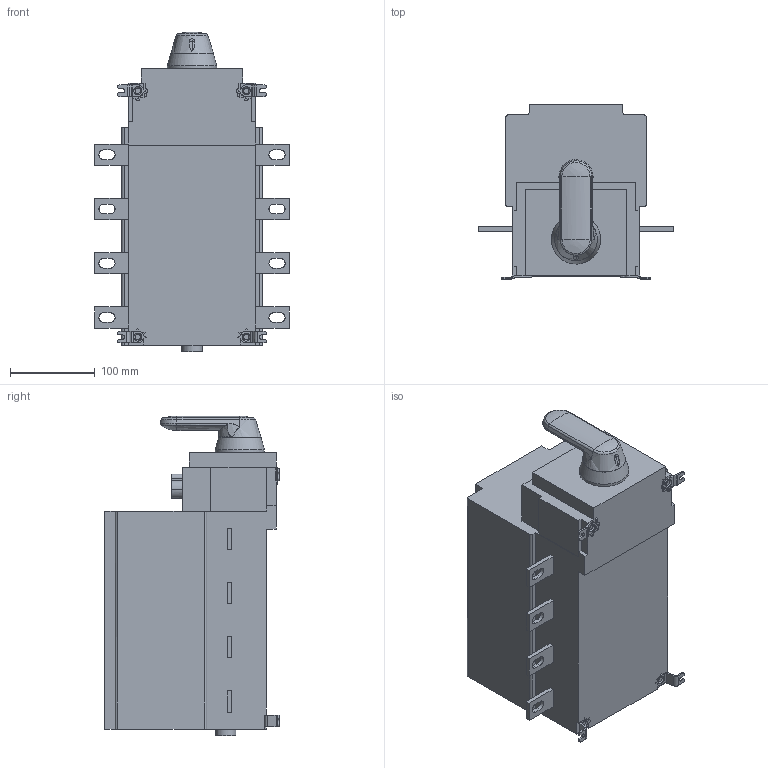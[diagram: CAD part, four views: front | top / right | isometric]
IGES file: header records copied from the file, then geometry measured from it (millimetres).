
Global section: file name: OS400DS04K.igs; preprocessor: I-DEAS 3D IGES Translator 11; date: 20080612.153249; units: millimetre
Bounding box: 229.6 x 205.7 x 377.2 mm (x, y, z)
Volume: 8909012.5 mm3; surface area: 315102.3 mm2
Topology: 1 solids, 1 shells, 370 faces, 1011 edges, 661 vertices
Faces by surface type: bspline 370
